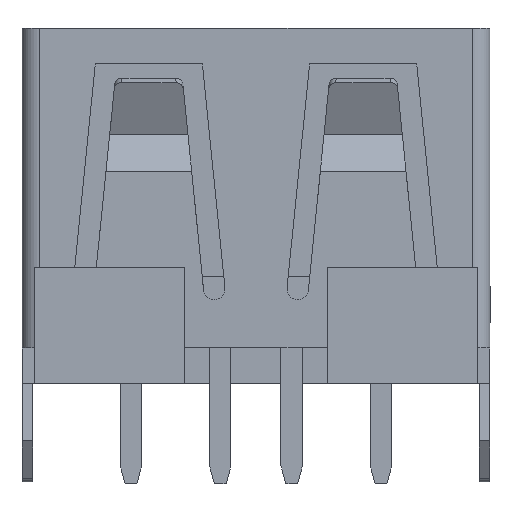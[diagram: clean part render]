
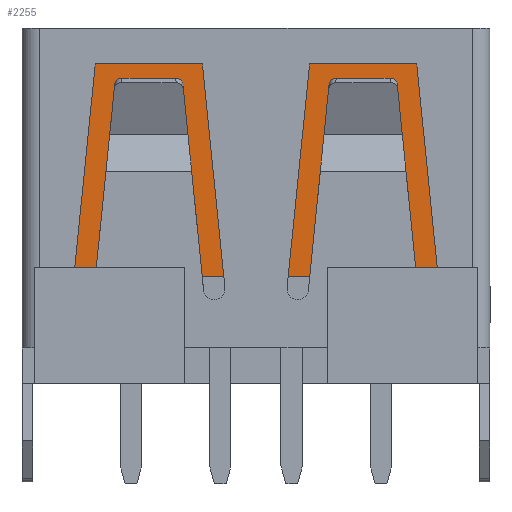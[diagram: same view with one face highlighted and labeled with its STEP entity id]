
A CAD part, front view. The second image highlights one B-rep face of the part: STEP entity #2255.
In plain terms, the highlighted planar face has unit normal (0, -1, 0).
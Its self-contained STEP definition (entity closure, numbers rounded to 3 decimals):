
#2164 = VERTEX_POINT ( 'NONE', #27202 ) ;
#2255 = ADVANCED_FACE ( 'NONE', ( #17326 ), #12102, .F. ) ;
#2844 = ORIENTED_EDGE ( 'NONE', *, *, #30793, .T. ) ;
#3393 = CARTESIAN_POINT ( 'NONE',  ( 5.35, -1.788, -0.95 ) ) ;
#6616 = DIRECTION ( 'NONE',  ( 0., 0., -1. ) ) ;
#8299 = DIRECTION ( 'NONE',  ( 1., 0., 0. ) ) ;
#8471 = LINE ( 'NONE', #18156, #26120 ) ;
#9231 = CARTESIAN_POINT ( 'NONE',  ( 5.35, -1.788, -0.95 ) ) ;
#12102 = PLANE ( 'NONE',  #20296 ) ;
#12853 = VECTOR ( 'NONE', #6616, 1000. ) ;
#13234 = DIRECTION ( 'NONE',  ( 0., 1., 0. ) ) ;
#13545 = ORIENTED_EDGE ( 'NONE', *, *, #13748, .F. ) ;
#13748 = EDGE_CURVE ( 'NONE', #24655, #15461, #16115, .T. ) ;
#15461 = VERTEX_POINT ( 'NONE', #15728 ) ;
#15728 = CARTESIAN_POINT ( 'NONE',  ( 5.35, -1.788, -6.95 ) ) ;
#16115 = LINE ( 'NONE', #9231, #12853 ) ;
#16125 = ORIENTED_EDGE ( 'NONE', *, *, #19722, .T. ) ;
#16762 = DIRECTION ( 'NONE',  ( 1., 0., 0. ) ) ;
#17326 = FACE_OUTER_BOUND ( 'NONE', #24482, .T. ) ;
#17446 = CARTESIAN_POINT ( 'NONE',  ( 5.35, -1.788, -0.95 ) ) ;
#18156 = CARTESIAN_POINT ( 'NONE',  ( -5.35, -1.788, -0.95 ) ) ;
#19099 = LINE ( 'NONE', #21843, #28881 ) ;
#19423 = DIRECTION ( 'NONE',  ( 1., 0., 0. ) ) ;
#19722 = EDGE_CURVE ( 'NONE', #2164, #15461, #31588, .T. ) ;
#20296 = AXIS2_PLACEMENT_3D ( 'NONE', #3393, #13234, #8299 ) ;
#20457 = DIRECTION ( 'NONE',  ( 0., 0., -1. ) ) ;
#20706 = ORIENTED_EDGE ( 'NONE', *, *, #32171, .F. ) ;
#21843 = CARTESIAN_POINT ( 'NONE',  ( 5.35, -1.788, -0.95 ) ) ;
#24482 = EDGE_LOOP ( 'NONE', ( #16125, #13545, #20706, #2844 ) ) ;
#24655 = VERTEX_POINT ( 'NONE', #17446 ) ;
#26120 = VECTOR ( 'NONE', #20457, 1000. ) ;
#26801 = CARTESIAN_POINT ( 'NONE',  ( 5.35, -1.788, -6.95 ) ) ;
#27202 = CARTESIAN_POINT ( 'NONE',  ( -5.35, -1.788, -6.95 ) ) ;
#28858 = VECTOR ( 'NONE', #16762, 1000. ) ;
#28881 = VECTOR ( 'NONE', #19423, 1000. ) ;
#30075 = VERTEX_POINT ( 'NONE', #30845 ) ;
#30793 = EDGE_CURVE ( 'NONE', #30075, #2164, #8471, .T. ) ;
#30845 = CARTESIAN_POINT ( 'NONE',  ( -5.35, -1.788, -0.95 ) ) ;
#31588 = LINE ( 'NONE', #26801, #28858 ) ;
#32171 = EDGE_CURVE ( 'NONE', #30075, #24655, #19099, .T. ) ;
